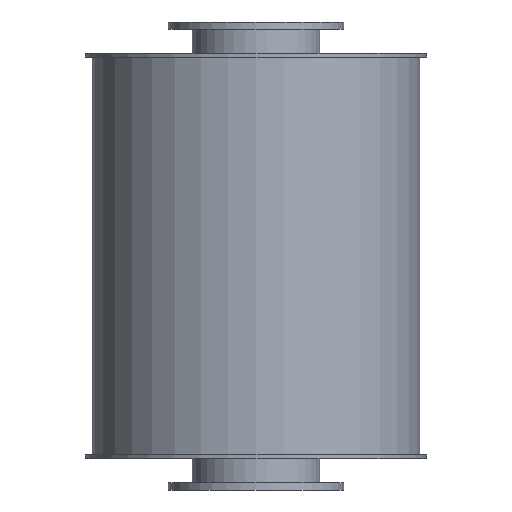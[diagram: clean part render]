
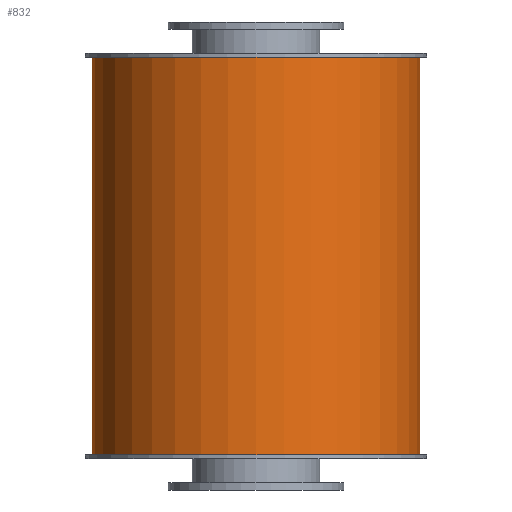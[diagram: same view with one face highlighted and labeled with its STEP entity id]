
A CAD part, front view. The second image highlights one B-rep face of the part: STEP entity #832.
In plain terms, the highlighted cylindrical face has radius 350 mm (diameter 700 mm), a partial arc.
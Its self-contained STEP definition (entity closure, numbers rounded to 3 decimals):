
#19=LINE('',#1448,#27);
#21=LINE('',#1457,#29);
#27=VECTOR('',#1223,850.);
#29=VECTOR('',#1231,850.);
#200=FACE_OUTER_BOUND('',#334,.T.);
#334=EDGE_LOOP('',(#732,#733,#734,#735));
#408=CIRCLE('',#969,350.);
#410=CIRCLE('',#972,350.);
#482=VERTEX_POINT('',#1445);
#483=VERTEX_POINT('',#1447);
#486=VERTEX_POINT('',#1454);
#487=VERTEX_POINT('',#1456);
#562=EDGE_CURVE('',#483,#482,#19,.T.);
#566=EDGE_CURVE('',#487,#486,#21,.T.);
#568=EDGE_CURVE('',#487,#482,#408,.T.);
#570=EDGE_CURVE('',#486,#483,#410,.T.);
#732=ORIENTED_EDGE('',*,*,#566,.T.);
#733=ORIENTED_EDGE('',*,*,#570,.T.);
#734=ORIENTED_EDGE('',*,*,#562,.T.);
#735=ORIENTED_EDGE('',*,*,#568,.F.);
#776=CYLINDRICAL_SURFACE('',#974,350.);
#832=ADVANCED_FACE('',(#200),#776,.T.);
#969=AXIS2_PLACEMENT_3D('',#1460,#1236,#1237);
#972=AXIS2_PLACEMENT_3D('',#1463,#1242,#1243);
#974=AXIS2_PLACEMENT_3D('',#1465,#1246,#1247);
#1223=DIRECTION('',(0.,0.,-1.));
#1231=DIRECTION('',(0.,0.,1.));
#1236=DIRECTION('center_axis',(0.,0.,-1.));
#1237=DIRECTION('ref_axis',(-1.,0.,0.));
#1242=DIRECTION('center_axis',(0.,0.,-1.));
#1243=DIRECTION('ref_axis',(-1.,0.,0.));
#1246=DIRECTION('center_axis',(0.,0.,1.));
#1247=DIRECTION('ref_axis',(-1.,0.,0.));
#1445=CARTESIAN_POINT('',(-133.069,323.717,0.));
#1447=CARTESIAN_POINT('',(-133.069,323.717,850.));
#1448=CARTESIAN_POINT('',(-133.069,323.717,850.));
#1454=CARTESIAN_POINT('',(133.069,323.717,850.));
#1456=CARTESIAN_POINT('',(133.069,323.717,0.));
#1457=CARTESIAN_POINT('',(133.069,323.717,850.));
#1460=CARTESIAN_POINT('Origin',(0.,0.,0.));
#1463=CARTESIAN_POINT('Origin',(0.,0.,850.));
#1465=CARTESIAN_POINT('Origin',(0.,0.,0.));
